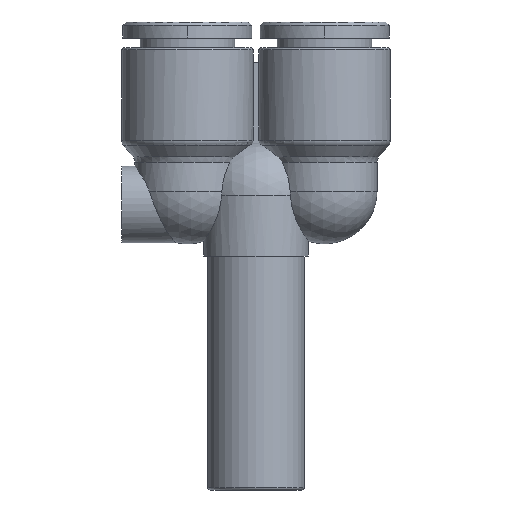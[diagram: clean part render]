
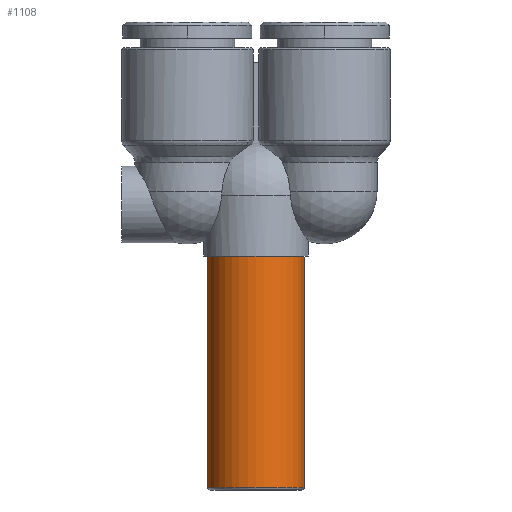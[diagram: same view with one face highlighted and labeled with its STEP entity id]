
A CAD part, front view. The second image highlights one B-rep face of the part: STEP entity #1108.
In plain terms, the highlighted cylindrical face has radius 6 mm (diameter 12 mm), a partial arc.
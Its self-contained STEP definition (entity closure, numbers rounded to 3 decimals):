
#1067=CARTESIAN_POINT('',(-27.733,0.,-8.5));
#1068=DIRECTION('',(1.0,0.,0.));
#1069=DIRECTION('',(0.0,0.0,1.0));
#1070=AXIS2_PLACEMENT_3D('',#1067,#1068,#1069);
#1071=CYLINDRICAL_SURFACE('',#1070,6.);
#1072=CARTESIAN_POINT('',(-41.933,0.,-2.5));
#1073=VERTEX_POINT('',#1072);
#1074=CARTESIAN_POINT('',(-13.233,0.,-2.5));
#1075=VERTEX_POINT('',#1074);
#1076=CARTESIAN_POINT('',(-41.933,0.,-2.5));
#1077=DIRECTION('',(1.0,0.0,0.0));
#1078=VECTOR('',#1077,28.7);
#1079=LINE('',#1076,#1078);
#1080=EDGE_CURVE('',#1073,#1075,#1079,.T.);
#1081=ORIENTED_EDGE('',*,*,#1080,.F.);
#1082=CARTESIAN_POINT('',(-41.933,0.,-14.5));
#1083=VERTEX_POINT('',#1082);
#1084=CARTESIAN_POINT('',(-41.933,0.,-8.5));
#1085=DIRECTION('',(-1.0,0.0,0.0));
#1086=DIRECTION('',(0.0,0.0,-1.0));
#1087=AXIS2_PLACEMENT_3D('',#1084,#1085,#1086);
#1088=CIRCLE('',#1087,6.);
#1089=EDGE_CURVE('',#1083,#1073,#1088,.T.);
#1090=ORIENTED_EDGE('',*,*,#1089,.F.);
#1091=CARTESIAN_POINT('',(-13.233,0.,-14.5));
#1092=VERTEX_POINT('',#1091);
#1093=CARTESIAN_POINT('',(-13.233,0.,-14.5));
#1094=DIRECTION('',(-1.0,0.0,0.0));
#1095=VECTOR('',#1094,28.7);
#1096=LINE('',#1093,#1095);
#1097=EDGE_CURVE('',#1092,#1083,#1096,.T.);
#1098=ORIENTED_EDGE('',*,*,#1097,.F.);
#1099=CARTESIAN_POINT('',(-13.233,0.,-8.5));
#1100=DIRECTION('',(1.0,0.0,0.0));
#1101=DIRECTION('',(0.0,0.0,1.0));
#1102=AXIS2_PLACEMENT_3D('',#1099,#1100,#1101);
#1103=CIRCLE('',#1102,6.);
#1104=EDGE_CURVE('',#1075,#1092,#1103,.T.);
#1105=ORIENTED_EDGE('',*,*,#1104,.F.);
#1106=EDGE_LOOP('',(#1081,#1090,#1098,#1105));
#1107=FACE_OUTER_BOUND('',#1106,.T.);
#1108=ADVANCED_FACE('',(#1107),#1071,.T.);
